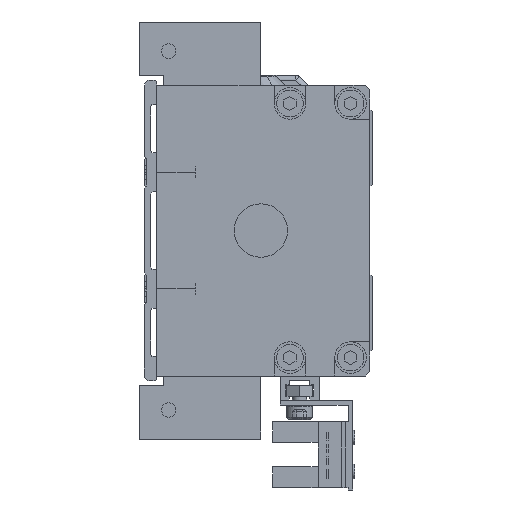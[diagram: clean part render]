
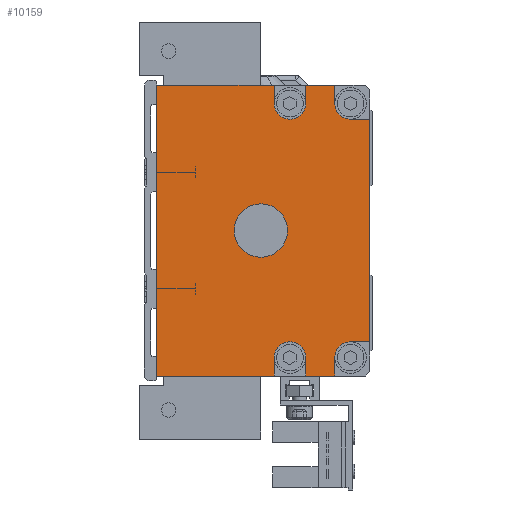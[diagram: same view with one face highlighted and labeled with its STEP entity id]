
A CAD part, left-side view. The second image highlights one B-rep face of the part: STEP entity #10159.
In plain terms, the highlighted planar face has unit normal (-1, 0, 0).
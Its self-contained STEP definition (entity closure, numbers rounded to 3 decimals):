
#111=DIRECTION('',(0.,0.,1.));
#112=VECTOR('',#111,45.9);
#113=CARTESIAN_POINT('',(-611.,0.5,-22.95));
#114=LINE('',#113,#112);
#167=DIRECTION('',(0.,-1.,0.));
#168=VECTOR('',#167,24.25);
#169=CARTESIAN_POINT('',(-611.,44.5,-30.));
#170=LINE('',#169,#168);
#175=DIRECTION('',(0.,-1.,0.));
#176=VECTOR('',#175,6.);
#177=CARTESIAN_POINT('',(-611.,13.75,-30.));
#178=LINE('',#177,#176);
#843=DIRECTION('',(0.,1.,0.));
#844=VECTOR('',#843,6.);
#845=CARTESIAN_POINT('',(-611.,7.75,30.));
#846=LINE('',#845,#844);
#855=DIRECTION('',(0.,1.,0.));
#856=VECTOR('',#855,24.25);
#857=CARTESIAN_POINT('',(-611.,20.25,30.));
#858=LINE('',#857,#856);
#913=DIRECTION('',(0.,0.,1.));
#914=VECTOR('',#913,60.);
#915=CARTESIAN_POINT('',(-611.,44.5,-30.));
#916=LINE('',#915,#914);
#917=DIRECTION('',(0.,0.,-1.));
#918=VECTOR('',#917,3.8);
#919=CARTESIAN_POINT('',(-611.,20.25,30.));
#920=LINE('',#919,#918);
#921=CARTESIAN_POINT('',(-611.,17.,26.2));
#922=DIRECTION('',(-1.,0.,0.));
#923=DIRECTION('',(0.,1.,0.));
#924=AXIS2_PLACEMENT_3D('',#921,#922,#923);
#926=CARTESIAN_POINT('',(-611.,17.,26.2));
#927=DIRECTION('',(-1.,0.,0.));
#928=DIRECTION('',(0.,0.,-1.));
#929=AXIS2_PLACEMENT_3D('',#926,#927,#928);
#931=DIRECTION('',(0.,0.,1.));
#932=VECTOR('',#931,3.8);
#933=CARTESIAN_POINT('',(-611.,13.75,26.2));
#934=LINE('',#933,#932);
#935=DIRECTION('',(0.,0.,-1.));
#936=VECTOR('',#935,3.8);
#937=CARTESIAN_POINT('',(-611.,7.75,30.));
#938=LINE('',#937,#936);
#939=CARTESIAN_POINT('',(-611.,4.5,26.2));
#940=DIRECTION('',(-1.,0.,0.));
#941=DIRECTION('',(0.,1.,0.));
#942=AXIS2_PLACEMENT_3D('',#939,#940,#941);
#944=DIRECTION('',(0.,1.,0.));
#945=VECTOR('',#944,4.);
#946=CARTESIAN_POINT('',(-611.,0.5,-22.95));
#947=LINE('',#946,#945);
#948=CARTESIAN_POINT('',(-611.,4.5,-26.2));
#949=DIRECTION('',(-1.,0.,0.));
#950=DIRECTION('',(0.,0.,1.));
#951=AXIS2_PLACEMENT_3D('',#948,#949,#950);
#953=DIRECTION('',(0.,0.,-1.));
#954=VECTOR('',#953,3.8);
#955=CARTESIAN_POINT('',(-611.,7.75,-26.2));
#956=LINE('',#955,#954);
#957=DIRECTION('',(0.,0.,1.));
#958=VECTOR('',#957,3.8);
#959=CARTESIAN_POINT('',(-611.,13.75,-30.));
#960=LINE('',#959,#958);
#961=CARTESIAN_POINT('',(-611.,17.,-26.2));
#962=DIRECTION('',(-1.,0.,0.));
#963=DIRECTION('',(0.,-1.,0.));
#964=AXIS2_PLACEMENT_3D('',#961,#962,#963);
#966=CARTESIAN_POINT('',(-611.,17.,-26.2));
#967=DIRECTION('',(-1.,0.,0.));
#968=DIRECTION('',(0.,0.,1.));
#969=AXIS2_PLACEMENT_3D('',#966,#967,#968);
#971=DIRECTION('',(0.,0.,-1.));
#972=VECTOR('',#971,3.8);
#973=CARTESIAN_POINT('',(-611.,20.25,-26.2));
#974=LINE('',#973,#972);
#975=CARTESIAN_POINT('',(-611.,23.,0.));
#976=DIRECTION('',(-1.,0.,0.));
#977=DIRECTION('',(0.,0.,-1.));
#978=AXIS2_PLACEMENT_3D('',#975,#976,#977);
#980=CARTESIAN_POINT('',(-611.,23.,0.));
#981=DIRECTION('',(-1.,0.,0.));
#982=DIRECTION('',(0.,0.,1.));
#983=AXIS2_PLACEMENT_3D('',#980,#981,#982);
#6386=DIRECTION('',(0.,1.,0.));
#6387=VECTOR('',#6386,4.);
#6388=CARTESIAN_POINT('',(-611.,0.5,22.95));
#6389=LINE('',#6388,#6387);
#7009=CARTESIAN_POINT('',(-611.,0.5,-22.95));
#7010=VERTEX_POINT('',#7009);
#7011=CARTESIAN_POINT('',(-611.,0.5,22.95));
#7012=VERTEX_POINT('',#7011);
#7061=CARTESIAN_POINT('',(-611.,44.5,-30.));
#7062=VERTEX_POINT('',#7061);
#7063=CARTESIAN_POINT('',(-611.,20.25,-30.));
#7064=VERTEX_POINT('',#7063);
#7069=CARTESIAN_POINT('',(-611.,13.75,-30.));
#7070=VERTEX_POINT('',#7069);
#7071=CARTESIAN_POINT('',(-611.,7.75,-30.));
#7072=VERTEX_POINT('',#7071);
#7359=CARTESIAN_POINT('',(-611.,7.75,30.));
#7360=VERTEX_POINT('',#7359);
#7361=CARTESIAN_POINT('',(-611.,13.75,30.));
#7362=VERTEX_POINT('',#7361);
#7367=CARTESIAN_POINT('',(-611.,20.25,30.));
#7368=VERTEX_POINT('',#7367);
#7369=CARTESIAN_POINT('',(-611.,44.5,30.));
#7370=VERTEX_POINT('',#7369);
#7379=CARTESIAN_POINT('',(-611.,7.75,26.2));
#7380=VERTEX_POINT('',#7379);
#7387=CARTESIAN_POINT('',(-611.,4.5,22.95));
#7388=VERTEX_POINT('',#7387);
#7389=CARTESIAN_POINT('',(-611.,20.25,26.2));
#7390=VERTEX_POINT('',#7389);
#7391=CARTESIAN_POINT('',(-611.,17.,22.95));
#7392=CARTESIAN_POINT('',(-611.,13.75,26.2));
#7393=VERTEX_POINT('',#7391);
#7394=VERTEX_POINT('',#7392);
#7395=CARTESIAN_POINT('',(-611.,4.5,-22.95));
#7396=VERTEX_POINT('',#7395);
#7397=CARTESIAN_POINT('',(-611.,7.75,-26.2));
#7398=VERTEX_POINT('',#7397);
#7399=CARTESIAN_POINT('',(-611.,13.75,-26.2));
#7400=VERTEX_POINT('',#7399);
#7401=CARTESIAN_POINT('',(-611.,17.,-22.95));
#7402=CARTESIAN_POINT('',(-611.,20.25,-26.2));
#7403=VERTEX_POINT('',#7401);
#7404=VERTEX_POINT('',#7402);
#7405=CARTESIAN_POINT('',(-611.,23.,-5.5));
#7406=CARTESIAN_POINT('',(-611.,23.,5.5));
#7407=VERTEX_POINT('',#7405);
#7408=VERTEX_POINT('',#7406);
#10113=CARTESIAN_POINT('',(-611.,44.5,-30.));
#10114=DIRECTION('',(-1.,0.,0.));
#10115=DIRECTION('',(0.,0.,1.));
#10116=AXIS2_PLACEMENT_3D('',#10113,#10114,#10115);
#10117=PLANE('',#10116);
#10119=ORIENTED_EDGE('',*,*,#10118,.T.);
#10120=ORIENTED_EDGE('',*,*,#10031,.F.);
#10122=ORIENTED_EDGE('',*,*,#10121,.T.);
#10124=ORIENTED_EDGE('',*,*,#10123,.T.);
#10126=ORIENTED_EDGE('',*,*,#10125,.T.);
#10128=ORIENTED_EDGE('',*,*,#10127,.T.);
#10129=ORIENTED_EDGE('',*,*,#10023,.F.);
#10130=ORIENTED_EDGE('',*,*,#10107,.T.);
#10131=ORIENTED_EDGE('',*,*,#10095,.T.);
#10133=ORIENTED_EDGE('',*,*,#10132,.F.);
#10134=ORIENTED_EDGE('',*,*,#9156,.F.);
#10136=ORIENTED_EDGE('',*,*,#10135,.T.);
#10138=ORIENTED_EDGE('',*,*,#10137,.T.);
#10140=ORIENTED_EDGE('',*,*,#10139,.T.);
#10141=ORIENTED_EDGE('',*,*,#9248,.F.);
#10143=ORIENTED_EDGE('',*,*,#10142,.T.);
#10145=ORIENTED_EDGE('',*,*,#10144,.T.);
#10147=ORIENTED_EDGE('',*,*,#10146,.T.);
#10149=ORIENTED_EDGE('',*,*,#10148,.T.);
#10150=ORIENTED_EDGE('',*,*,#9240,.F.);
#10151=EDGE_LOOP('',(#10119,#10120,#10122,#10124,#10126,#10128,#10129,#10130,
#10131,#10133,#10134,#10136,#10138,#10140,#10141,#10143,#10145,#10147,#10149,
#10150));
#10152=FACE_OUTER_BOUND('',#10151,.F.);
#10154=ORIENTED_EDGE('',*,*,#10153,.T.);
#10156=ORIENTED_EDGE('',*,*,#10155,.T.);
#10157=EDGE_LOOP('',(#10154,#10156));
#10158=FACE_BOUND('',#10157,.F.);
#925=CIRCLE('',#924,3.25);
#930=CIRCLE('',#929,3.25);
#943=CIRCLE('',#942,3.25);
#952=CIRCLE('',#951,3.25);
#965=CIRCLE('',#964,3.25);
#970=CIRCLE('',#969,3.25);
#979=CIRCLE('',#978,5.5);
#984=CIRCLE('',#983,5.5);
#9156=EDGE_CURVE('',#7010,#7012,#114,.T.);
#9240=EDGE_CURVE('',#7062,#7064,#170,.T.);
#9248=EDGE_CURVE('',#7070,#7072,#178,.T.);
#10023=EDGE_CURVE('',#7360,#7362,#846,.T.);
#10031=EDGE_CURVE('',#7368,#7370,#858,.T.);
#10095=EDGE_CURVE('',#7380,#7388,#943,.T.);
#10107=EDGE_CURVE('',#7360,#7380,#938,.T.);
#10118=EDGE_CURVE('',#7062,#7370,#916,.T.);
#10121=EDGE_CURVE('',#7368,#7390,#920,.T.);
#10123=EDGE_CURVE('',#7390,#7393,#925,.T.);
#10125=EDGE_CURVE('',#7393,#7394,#930,.T.);
#10127=EDGE_CURVE('',#7394,#7362,#934,.T.);
#10132=EDGE_CURVE('',#7012,#7388,#6389,.T.);
#10135=EDGE_CURVE('',#7010,#7396,#947,.T.);
#10137=EDGE_CURVE('',#7396,#7398,#952,.T.);
#10139=EDGE_CURVE('',#7398,#7072,#956,.T.);
#10142=EDGE_CURVE('',#7070,#7400,#960,.T.);
#10144=EDGE_CURVE('',#7400,#7403,#965,.T.);
#10146=EDGE_CURVE('',#7403,#7404,#970,.T.);
#10148=EDGE_CURVE('',#7404,#7064,#974,.T.);
#10153=EDGE_CURVE('',#7407,#7408,#979,.T.);
#10155=EDGE_CURVE('',#7408,#7407,#984,.T.);
#10159=ADVANCED_FACE('',(#10152,#10158),#10117,.T.);
